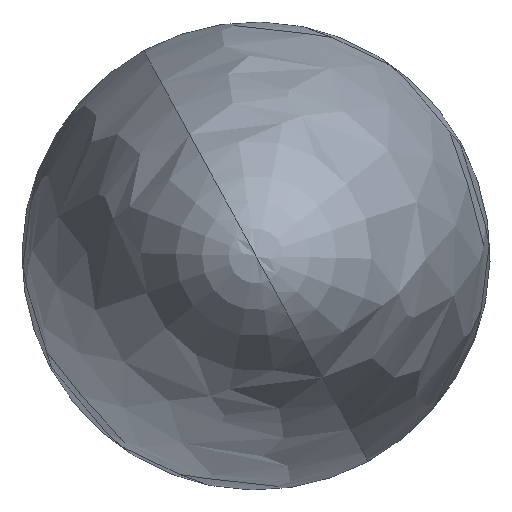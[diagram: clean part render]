
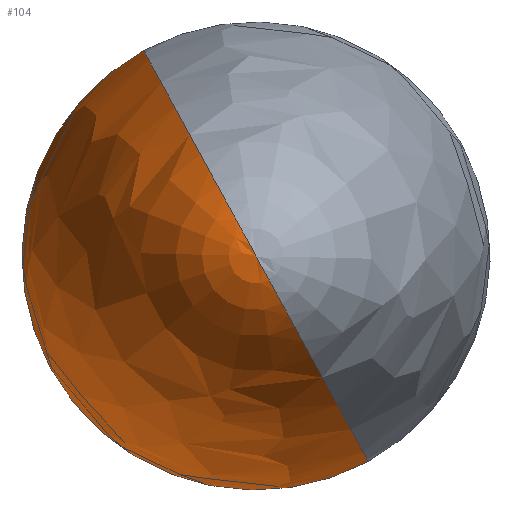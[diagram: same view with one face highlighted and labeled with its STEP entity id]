
A CAD part, left-side view. The second image highlights one B-rep face of the part: STEP entity #104.
In plain terms, the highlighted face is a revolution surface.
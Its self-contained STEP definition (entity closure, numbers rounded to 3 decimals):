
#53=CARTESIAN_POINT('Control Point',(-335.,0.,0.)) ;
#54=CARTESIAN_POINT('Control Point',(-335.,0.,5.341)) ;
#55=CARTESIAN_POINT('Control Point',(-331.854,0.,10.681)) ;
#56=CARTESIAN_POINT('Control Point',(-325.559,0.,15.747)) ;
#57=CARTESIAN_POINT('Control Point',(-307.349,0.,24.783)) ;
#58=CARTESIAN_POINT('Control Point',(-280.242,0.,30.853)) ;
#59=CARTESIAN_POINT('Control Point',(-265.044,0.,32.951)) ;
#60=CARTESIAN_POINT('Control Point',(-249.022,0.,34.)) ;
#61=CARTESIAN_POINT('Control Point',(-233.,0.,34.)) ;
#62=CARTESIAN_POINT('Axis1P Location',(-167.5,0.,0.)) ;
#67=CARTESIAN_POINT('Control Point',(-335.,0.,0.)) ;
#68=CARTESIAN_POINT('Control Point',(-335.,2.56,4.687)) ;
#69=CARTESIAN_POINT('Control Point',(-331.854,5.121,9.374)) ;
#70=CARTESIAN_POINT('Control Point',(-325.559,7.55,13.819)) ;
#71=CARTESIAN_POINT('Control Point',(-307.349,11.882,21.749)) ;
#72=CARTESIAN_POINT('Control Point',(-280.242,14.792,27.076)) ;
#73=CARTESIAN_POINT('Control Point',(-265.044,15.798,28.918)) ;
#74=CARTESIAN_POINT('Control Point',(-249.022,16.3,29.838)) ;
#75=CARTESIAN_POINT('Control Point',(-233.,16.3,29.838)) ;
#76=CARTESIAN_POINT('Vertex',(-335.,0.,0.)) ;
#78=CARTESIAN_POINT('Vertex',(-233.,16.3,29.838)) ;
#81=CARTESIAN_POINT('Axis2P3D Location',(-233.,0.,0.)) ;
#85=CARTESIAN_POINT('Vertex',(-233.,-16.3,-29.838)) ;
#89=CARTESIAN_POINT('Control Point',(-335.,0.,0.)) ;
#90=CARTESIAN_POINT('Control Point',(-335.,-2.56,-4.687)) ;
#91=CARTESIAN_POINT('Control Point',(-331.854,-5.121,-9.374)) ;
#92=CARTESIAN_POINT('Control Point',(-325.559,-7.55,-13.819)) ;
#93=CARTESIAN_POINT('Control Point',(-307.349,-11.882,-21.749)) ;
#94=CARTESIAN_POINT('Control Point',(-280.242,-14.792,-27.076)) ;
#95=CARTESIAN_POINT('Control Point',(-265.044,-15.798,-28.918)) ;
#96=CARTESIAN_POINT('Control Point',(-249.022,-16.3,-29.838)) ;
#97=CARTESIAN_POINT('Control Point',(-233.,-16.3,-29.838)) ;
#63=DIRECTION('Axis1P Direction',(-1.,0.,0.)) ;
#82=DIRECTION('Axis2P3D Direction',(-1.,0.,0.)) ;
#83=AXIS2_PLACEMENT_3D('Circle Axis2P3D',#81,#82,$) ;
#100=ORIENTED_EDGE('',*,*,#80,.T.) ;
#101=ORIENTED_EDGE('',*,*,#87,.T.) ;
#102=ORIENTED_EDGE('',*,*,#98,.F.) ;
#104=ADVANCED_FACE('',(#103),#65,.F.) ;
#64=AXIS1_PLACEMENT('Revolution Surface Axis1P',#62,#63) ;
#52=B_SPLINE_CURVE_WITH_KNOTS('',5,(#53,#54,#55,#56,#57,#58,#59,#60,#61),.UNSPECIFIED.,.F.,.U.,(6,3,6),(337.776,422.22,506.664),.UNSPECIFIED.) ;
#66=B_SPLINE_CURVE_WITH_KNOTS('',5,(#67,#68,#69,#70,#71,#72,#73,#74,#75),.UNSPECIFIED.,.F.,.U.,(6,3,6),(337.776,422.22,506.664),.UNSPECIFIED.) ;
#88=B_SPLINE_CURVE_WITH_KNOTS('',5,(#89,#90,#91,#92,#93,#94,#95,#96,#97),.UNSPECIFIED.,.F.,.U.,(6,3,6),(337.776,422.22,506.664),.UNSPECIFIED.) ;
#84=CIRCLE('generated circle',#83,34.) ;
#80=EDGE_CURVE('',#77,#79,#66,.T.) ;
#87=EDGE_CURVE('',#79,#86,#84,.T.) ;
#98=EDGE_CURVE('',#77,#86,#88,.T.) ;
#99=EDGE_LOOP('',(#100,#101,#102)) ;
#103=FACE_OUTER_BOUND('',#99,.T.) ;
#65=SURFACE_OF_REVOLUTION('Surface of Revolution',#52,#64) ;
#77=VERTEX_POINT('',#76) ;
#79=VERTEX_POINT('',#78) ;
#86=VERTEX_POINT('',#85) ;
